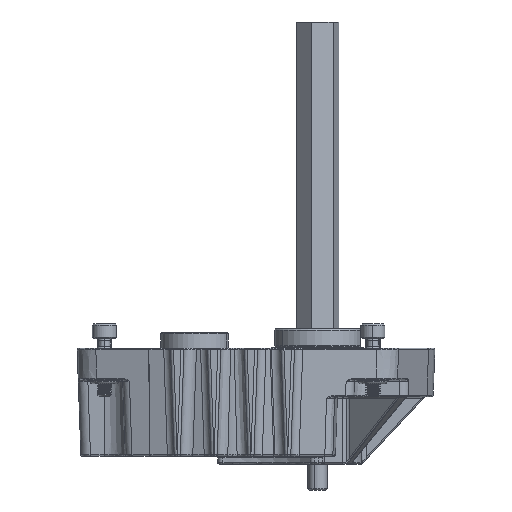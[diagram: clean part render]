
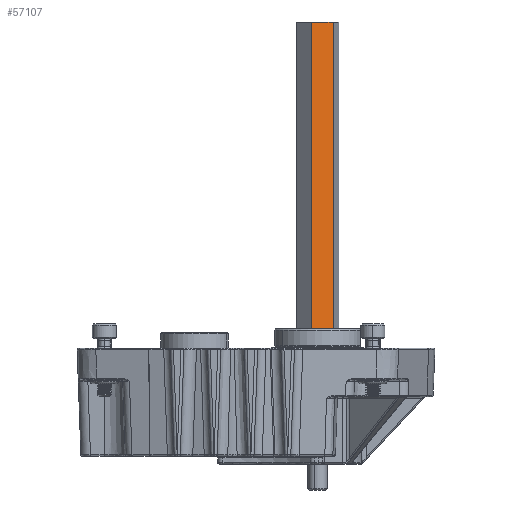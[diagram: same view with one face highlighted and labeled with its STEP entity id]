
A CAD part, left-side view. The second image highlights one B-rep face of the part: STEP entity #57107.
In plain terms, the highlighted face is planar.
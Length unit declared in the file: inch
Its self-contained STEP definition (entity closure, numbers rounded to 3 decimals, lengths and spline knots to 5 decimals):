
#2123 = AXIS2_PLACEMENT_3D ( 'NONE', #38490, #22839, #10811 ) ;
#2237 = DIRECTION ( 'NONE',  ( -1., 0., 0. ) ) ;
#3004 = ORIENTED_EDGE ( 'NONE', *, *, #7080, .F. ) ;
#4358 = EDGE_CURVE ( 'NONE', #52015, #42244, #7982, .T. ) ;
#5082 = VECTOR ( 'NONE', #35351, 39.37008 ) ;
#6072 = EDGE_CURVE ( 'NONE', #42620, #42244, #13547, .T. ) ;
#7080 = EDGE_CURVE ( 'NONE', #69478, #42620, #35510, .T. ) ;
#7982 = LINE ( 'NONE', #52903, #5082 ) ;
#10377 = CARTESIAN_POINT ( 'NONE',  ( 0.805, 0., 0.28868 ) ) ;
#10811 = DIRECTION ( 'NONE',  ( 0., 0.866, 0.5 ) ) ;
#13547 = LINE ( 'NONE', #57686, #63499 ) ;
#16245 = FACE_OUTER_BOUND ( 'NONE', #29697, .T. ) ;
#17301 = EDGE_CURVE ( 'NONE', #69478, #52015, #25564, .T. ) ;
#18377 = CARTESIAN_POINT ( 'NONE',  ( 5.5995, 0., 0.28868 ) ) ;
#20795 = CARTESIAN_POINT ( 'NONE',  ( 0.805, -0.25, 0.14434 ) ) ;
#22839 = DIRECTION ( 'NONE',  ( 0., 0.5, -0.866 ) ) ;
#24233 = DIRECTION ( 'NONE',  ( 0., -0.866, -0.5 ) ) ;
#25564 = LINE ( 'NONE', #59090, #47651 ) ;
#29697 = EDGE_LOOP ( 'NONE', ( #44308, #40595, #3004, #51287 ) ) ;
#33600 = CARTESIAN_POINT ( 'NONE',  ( 5.5995, -0.25, 0.14434 ) ) ;
#35351 = DIRECTION ( 'NONE',  ( 0., -0.866, -0.5 ) ) ;
#35510 = LINE ( 'NONE', #18377, #36346 ) ;
#36346 = VECTOR ( 'NONE', #24233, 39.37008 ) ;
#38490 = CARTESIAN_POINT ( 'NONE',  ( 5.5995, 0., 0.28868 ) ) ;
#40595 = ORIENTED_EDGE ( 'NONE', *, *, #6072, .F. ) ;
#42244 = VERTEX_POINT ( 'NONE', #20795 ) ;
#42304 = DIRECTION ( 'NONE',  ( -1., 0., 0. ) ) ;
#42620 = VERTEX_POINT ( 'NONE', #33600 ) ;
#44308 = ORIENTED_EDGE ( 'NONE', *, *, #4358, .T. ) ;
#47651 = VECTOR ( 'NONE', #42304, 39.37008 ) ;
#49874 = PLANE ( 'NONE',  #2123 ) ;
#51287 = ORIENTED_EDGE ( 'NONE', *, *, #17301, .T. ) ;
#52015 = VERTEX_POINT ( 'NONE', #10377 ) ;
#52903 = CARTESIAN_POINT ( 'NONE',  ( 0.805, 0., 0.28868 ) ) ;
#57107 = ADVANCED_FACE ( 'NONE', ( #16245 ), #49874, .F. ) ;
#57686 = CARTESIAN_POINT ( 'NONE',  ( 5.5995, -0.25, 0.14434 ) ) ;
#59090 = CARTESIAN_POINT ( 'NONE',  ( 5.5995, 0., 0.28868 ) ) ;
#59663 = CARTESIAN_POINT ( 'NONE',  ( 5.5995, 0., 0.28868 ) ) ;
#63499 = VECTOR ( 'NONE', #2237, 39.37008 ) ;
#69478 = VERTEX_POINT ( 'NONE', #59663 ) ;
